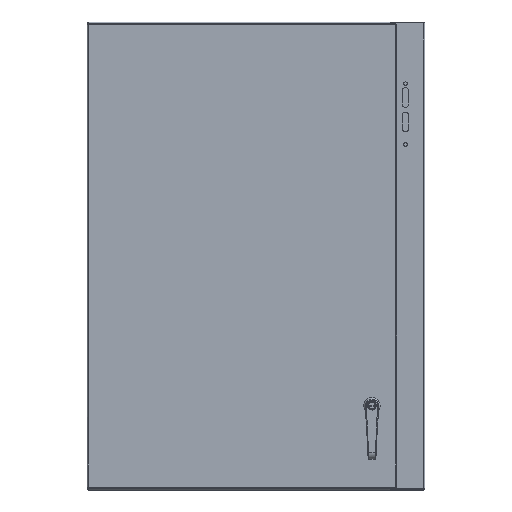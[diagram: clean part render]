
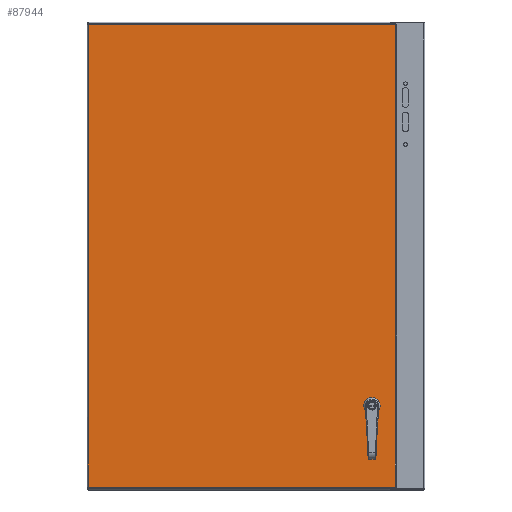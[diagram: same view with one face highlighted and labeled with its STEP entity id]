
A CAD part, top view. The second image highlights one B-rep face of the part: STEP entity #87944.
In plain terms, the highlighted planar face has unit normal (0, 0, 1).
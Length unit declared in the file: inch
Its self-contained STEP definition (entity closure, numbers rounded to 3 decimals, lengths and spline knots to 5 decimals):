
#130 = VERTEX_POINT ( 'NONE', #134987 ) ;
#2218 = ORIENTED_EDGE ( 'NONE', *, *, #94989, .F. ) ;
#3304 = VERTEX_POINT ( 'NONE', #94074 ) ;
#4046 = EDGE_LOOP ( 'NONE', ( #61845, #23375, #121850, #12617 ) ) ;
#5460 = EDGE_LOOP ( 'NONE', ( #139274, #125024, #41759, #47004, #2218, #61110, #24853, #107815 ) ) ;
#8389 = DIRECTION ( 'NONE',  ( -1., 0., 0. ) ) ;
#9151 = DIRECTION ( 'NONE',  ( 0., 0., 1. ) ) ;
#10572 = DIRECTION ( 'NONE',  ( -1., 0., 0. ) ) ;
#12617 = ORIENTED_EDGE ( 'NONE', *, *, #121676, .F. ) ;
#13915 = CARTESIAN_POINT ( 'NONE',  ( 21.78882, 6.47, 8.88625 ) ) ;
#14055 = CARTESIAN_POINT ( 'NONE',  ( 21.38882, 6.25738, 8.88625 ) ) ;
#16297 = AXIS2_PLACEMENT_3D ( 'NONE', #137952, #40943, #23140 ) ;
#16729 = EDGE_CURVE ( 'NONE', #70866, #130, #34533, .T. ) ;
#17967 = VERTEX_POINT ( 'NONE', #130168 ) ;
#18167 = CARTESIAN_POINT ( 'NONE',  ( -0.03408, 35.7854, 8.88625 ) ) ;
#23140 = DIRECTION ( 'NONE',  ( -1., 0., 0. ) ) ;
#23375 = ORIENTED_EDGE ( 'NONE', *, *, #51746, .F. ) ;
#23617 = AXIS2_PLACEMENT_3D ( 'NONE', #13915, #36586, #24634 ) ;
#24634 = DIRECTION ( 'NONE',  ( -1., 0., 0. ) ) ;
#24853 = ORIENTED_EDGE ( 'NONE', *, *, #25801, .F. ) ;
#25801 = EDGE_CURVE ( 'NONE', #35061, #70866, #124870, .T. ) ;
#27804 = CARTESIAN_POINT ( 'NONE',  ( 21.38882, 18., 8.88625 ) ) ;
#28210 = CIRCLE ( 'NONE', #23617, 0.453 ) ;
#32092 = VERTEX_POINT ( 'NONE', #32860 ) ;
#32706 = CARTESIAN_POINT ( 'NONE',  ( 22.18882, 6.25738, 8.88625 ) ) ;
#32860 = CARTESIAN_POINT ( 'NONE',  ( 22.00144, 6.07, 8.88625 ) ) ;
#33075 = CARTESIAN_POINT ( 'NONE',  ( 21.78882, 6.47, 8.88625 ) ) ;
#33457 = CARTESIAN_POINT ( 'NONE',  ( 21.57619, 6.87, 8.88625 ) ) ;
#34533 = CIRCLE ( 'NONE', #104807, 0.453 ) ;
#34907 = VERTEX_POINT ( 'NONE', #62370 ) ;
#35061 = VERTEX_POINT ( 'NONE', #67855 ) ;
#35158 = DIRECTION ( 'NONE',  ( 0., 0., 1. ) ) ;
#35976 = EDGE_CURVE ( 'NONE', #17967, #3304, #77030, .T. ) ;
#36586 = DIRECTION ( 'NONE',  ( 0., 0., 1. ) ) ;
#37477 = VECTOR ( 'NONE', #70371, 39.37008 ) ;
#38775 = EDGE_CURVE ( 'NONE', #32092, #90484, #28210, .T. ) ;
#40943 = DIRECTION ( 'NONE',  ( 0., 0., -1. ) ) ;
#41759 = ORIENTED_EDGE ( 'NONE', *, *, #72283, .F. ) ;
#45919 = CARTESIAN_POINT ( 'NONE',  ( 11.78257, 6.07, 8.88625 ) ) ;
#46789 = VECTOR ( 'NONE', #127030, 39.37008 ) ;
#47004 = ORIENTED_EDGE ( 'NONE', *, *, #38775, .F. ) ;
#47306 = CARTESIAN_POINT ( 'NONE',  ( 23.59922, 35.7854, 8.88625 ) ) ;
#51746 = EDGE_CURVE ( 'NONE', #130808, #17967, #105879, .T. ) ;
#52306 = FACE_BOUND ( 'NONE', #5460, .T. ) ;
#52333 = VECTOR ( 'NONE', #8389, 39.37008 ) ;
#55919 = VECTOR ( 'NONE', #104392, 39.37008 ) ;
#61110 = ORIENTED_EDGE ( 'NONE', *, *, #16729, .F. ) ;
#61210 = CARTESIAN_POINT ( 'NONE',  ( -0.03408, 18., 8.88625 ) ) ;
#61253 = LINE ( 'NONE', #83843, #46789 ) ;
#61567 = FACE_OUTER_BOUND ( 'NONE', #4046, .T. ) ;
#61845 = ORIENTED_EDGE ( 'NONE', *, *, #35976, .F. ) ;
#62370 = CARTESIAN_POINT ( 'NONE',  ( 22.18882, 6.68262, 8.88625 ) ) ;
#63063 = LINE ( 'NONE', #45919, #111170 ) ;
#66455 = CARTESIAN_POINT ( 'NONE',  ( 11.78257, 0.2146, 8.88625 ) ) ;
#66560 = DIRECTION ( 'NONE',  ( 1., 0., 0. ) ) ;
#67844 = DIRECTION ( 'NONE',  ( 1., 0., 0. ) ) ;
#67855 = CARTESIAN_POINT ( 'NONE',  ( 21.38882, 6.68262, 8.88625 ) ) ;
#70371 = DIRECTION ( 'NONE',  ( 0., -1., 0. ) ) ;
#70866 = VERTEX_POINT ( 'NONE', #14055 ) ;
#71619 = CARTESIAN_POINT ( 'NONE',  ( 11.78257, 6.87, 8.88625 ) ) ;
#72283 = EDGE_CURVE ( 'NONE', #90484, #34907, #61253, .T. ) ;
#72627 = CARTESIAN_POINT ( 'NONE',  ( 23.59922, 18., 8.88625 ) ) ;
#72882 = PLANE ( 'NONE',  #16297 ) ;
#75263 = VERTEX_POINT ( 'NONE', #18167 ) ;
#77030 = LINE ( 'NONE', #66455, #81848 ) ;
#80533 = DIRECTION ( 'NONE',  ( -1., 0., 0. ) ) ;
#81848 = VECTOR ( 'NONE', #80533, 39.37008 ) ;
#83843 = CARTESIAN_POINT ( 'NONE',  ( 22.18882, 18., 8.88625 ) ) ;
#87113 = EDGE_CURVE ( 'NONE', #34907, #133817, #106600, .T. ) ;
#87944 = ADVANCED_FACE ( 'NONE', ( #52306, #61567 ), #72882, .F. ) ;
#90484 = VERTEX_POINT ( 'NONE', #32706 ) ;
#94074 = CARTESIAN_POINT ( 'NONE',  ( -0.03408, 0.2146, 8.88625 ) ) ;
#94989 = EDGE_CURVE ( 'NONE', #130, #32092, #63063, .T. ) ;
#95591 = VECTOR ( 'NONE', #138395, 39.37008 ) ;
#96385 = CIRCLE ( 'NONE', #130371, 0.453 ) ;
#99886 = EDGE_CURVE ( 'NONE', #110497, #35061, #96385, .T. ) ;
#103564 = EDGE_CURVE ( 'NONE', #133817, #110497, #138097, .T. ) ;
#104392 = DIRECTION ( 'NONE',  ( 0., 1., 0. ) ) ;
#104807 = AXIS2_PLACEMENT_3D ( 'NONE', #138662, #108255, #128760 ) ;
#105879 = LINE ( 'NONE', #72627, #95591 ) ;
#106600 = CIRCLE ( 'NONE', #111166, 0.453 ) ;
#107728 = CARTESIAN_POINT ( 'NONE',  ( 21.78882, 6.47, 8.88625 ) ) ;
#107815 = ORIENTED_EDGE ( 'NONE', *, *, #99886, .F. ) ;
#108255 = DIRECTION ( 'NONE',  ( 0., 0., 1. ) ) ;
#110497 = VERTEX_POINT ( 'NONE', #33457 ) ;
#111049 = DIRECTION ( 'NONE',  ( -1., 0., 0. ) ) ;
#111166 = AXIS2_PLACEMENT_3D ( 'NONE', #33075, #35158, #111049 ) ;
#111170 = VECTOR ( 'NONE', #66560, 39.37008 ) ;
#116865 = VECTOR ( 'NONE', #67844, 39.37008 ) ;
#121477 = EDGE_CURVE ( 'NONE', #75263, #130808, #123746, .T. ) ;
#121638 = CARTESIAN_POINT ( 'NONE',  ( 11.78257, 35.7854, 8.88625 ) ) ;
#121676 = EDGE_CURVE ( 'NONE', #3304, #75263, #126308, .T. ) ;
#121850 = ORIENTED_EDGE ( 'NONE', *, *, #121477, .F. ) ;
#123746 = LINE ( 'NONE', #121638, #116865 ) ;
#124870 = LINE ( 'NONE', #27804, #37477 ) ;
#125024 = ORIENTED_EDGE ( 'NONE', *, *, #87113, .F. ) ;
#126308 = LINE ( 'NONE', #61210, #55919 ) ;
#127030 = DIRECTION ( 'NONE',  ( 0., 1., 0. ) ) ;
#128760 = DIRECTION ( 'NONE',  ( -1., 0., 0. ) ) ;
#128777 = CARTESIAN_POINT ( 'NONE',  ( 22.00144, 6.87, 8.88625 ) ) ;
#130168 = CARTESIAN_POINT ( 'NONE',  ( 23.59922, 0.2146, 8.88625 ) ) ;
#130371 = AXIS2_PLACEMENT_3D ( 'NONE', #107728, #9151, #10572 ) ;
#130808 = VERTEX_POINT ( 'NONE', #47306 ) ;
#133817 = VERTEX_POINT ( 'NONE', #128777 ) ;
#134987 = CARTESIAN_POINT ( 'NONE',  ( 21.57619, 6.07, 8.88625 ) ) ;
#137952 = CARTESIAN_POINT ( 'NONE',  ( 11.78257, 18., 8.88625 ) ) ;
#138097 = LINE ( 'NONE', #71619, #52333 ) ;
#138395 = DIRECTION ( 'NONE',  ( 0., -1., 0. ) ) ;
#138662 = CARTESIAN_POINT ( 'NONE',  ( 21.78882, 6.47, 8.88625 ) ) ;
#139274 = ORIENTED_EDGE ( 'NONE', *, *, #103564, .F. ) ;
